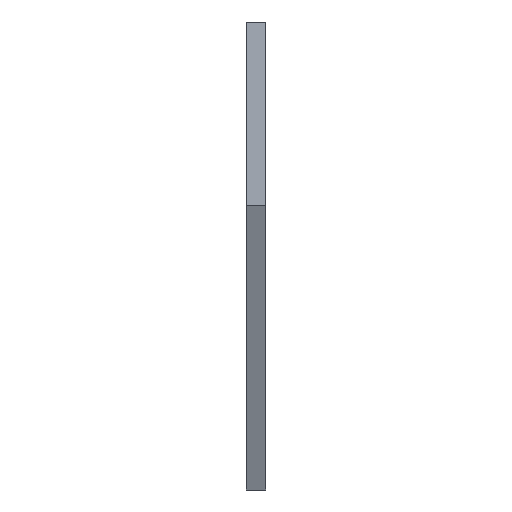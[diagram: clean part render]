
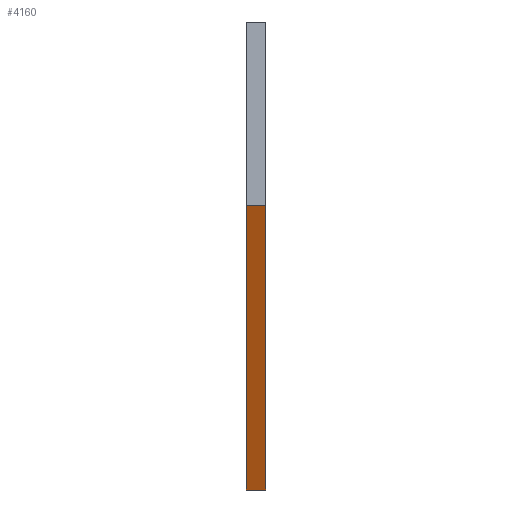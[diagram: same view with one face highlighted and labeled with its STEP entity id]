
A CAD part, left-side view. The second image highlights one B-rep face of the part: STEP entity #4160.
In plain terms, the highlighted planar face has unit normal (-0.924, 0, -0.383).
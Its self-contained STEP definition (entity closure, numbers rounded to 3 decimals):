
#2411 = VERTEX_POINT('',#2412);
#2412 = CARTESIAN_POINT('',(-42.181,2.5,-17.472));
#2418 = EDGE_CURVE('',#2411,#2419,#2421,.T.);
#2419 = VERTEX_POINT('',#2420);
#2420 = CARTESIAN_POINT('',(-57.489,2.5,19.483));
#2421 = LINE('',#2422,#2423);
#2422 = CARTESIAN_POINT('',(-42.181,2.5,-17.472));
#2423 = VECTOR('',#2424,1.);
#2424 = DIRECTION('',(-0.383,0.,0.924));
#3279 = VERTEX_POINT('',#3280);
#3280 = CARTESIAN_POINT('',(-42.181,0.,-17.472));
#3311 = VERTEX_POINT('',#3312);
#3312 = CARTESIAN_POINT('',(-57.489,0.,19.483));
#3318 = EDGE_CURVE('',#3311,#3279,#3319,.T.);
#3319 = LINE('',#3320,#3321);
#3320 = CARTESIAN_POINT('',(-42.181,0.,-17.472));
#3321 = VECTOR('',#3322,1.);
#3322 = DIRECTION('',(0.383,0.,-0.924));
#3863 = EDGE_CURVE('',#3279,#2411,#3864,.T.);
#3864 = LINE('',#3865,#3866);
#3865 = CARTESIAN_POINT('',(-42.181,-66.59,
    -17.472));
#3866 = VECTOR('',#3867,1.);
#3867 = DIRECTION('',(0.,1.,0.));
#3892 = EDGE_CURVE('',#3311,#2419,#3893,.T.);
#3893 = LINE('',#3894,#3895);
#3894 = CARTESIAN_POINT('',(-57.489,-66.59,
    19.483));
#3895 = VECTOR('',#3896,1.);
#3896 = DIRECTION('',(0.,1.,0.));
#4160 = ADVANCED_FACE('',(#4161),#4167,.T.);
#4161 = FACE_BOUND('',#4162,.T.);
#4162 = EDGE_LOOP('',(#4163,#4164,#4165,#4166));
#4163 = ORIENTED_EDGE('',*,*,#3318,.F.);
#4164 = ORIENTED_EDGE('',*,*,#3892,.T.);
#4165 = ORIENTED_EDGE('',*,*,#2418,.F.);
#4166 = ORIENTED_EDGE('',*,*,#3863,.F.);
#4167 = PLANE('',#4168);
#4168 = AXIS2_PLACEMENT_3D('',#4169,#4170,#4171);
#4169 = CARTESIAN_POINT('',(-42.181,-66.59,
    -17.472));
#4170 = DIRECTION('',(-0.924,0.,-0.383));
#4171 = DIRECTION('',(-0.383,0.,0.924));
